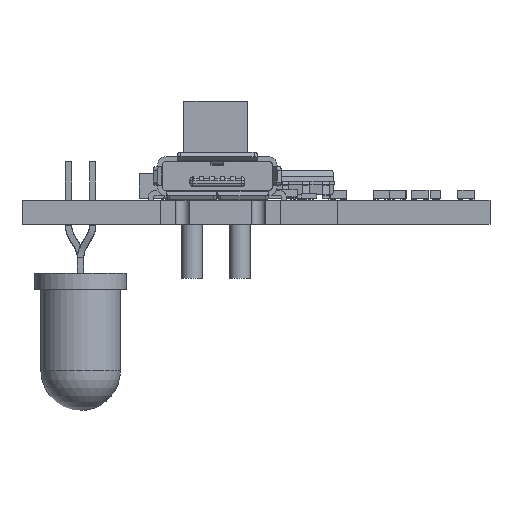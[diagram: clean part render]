
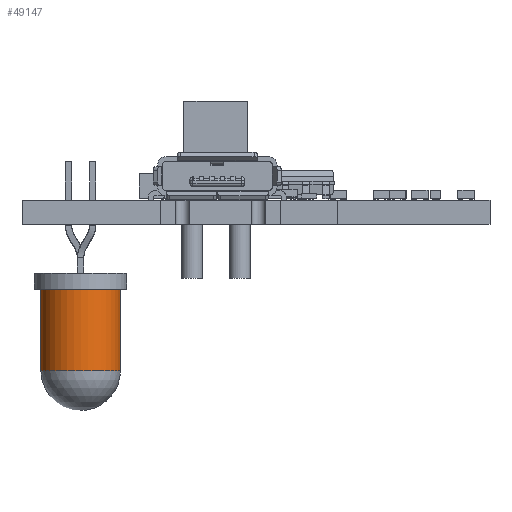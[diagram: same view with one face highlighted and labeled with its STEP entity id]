
A CAD part, left-side view. The second image highlights one B-rep face of the part: STEP entity #49147.
In plain terms, the highlighted cylindrical face has radius 2.5 mm (diameter 5 mm), a full revolution.
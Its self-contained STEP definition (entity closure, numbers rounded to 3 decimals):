
#48749 = EDGE_CURVE('',#48750,#48752,#48754,.T.);
#48750 = VERTEX_POINT('',#48751);
#48751 = CARTESIAN_POINT('',(-0.1,-0.75,4.));
#48752 = VERTEX_POINT('',#48753);
#48753 = CARTESIAN_POINT('',(4.9,-0.75,4.));
#48754 = CIRCLE('',#48755,2.5);
#48755 = AXIS2_PLACEMENT_3D('',#48756,#48757,#48758);
#48756 = CARTESIAN_POINT('',(2.4,-0.75,4.));
#48757 = DIRECTION('',(0.,0.,1.));
#48758 = DIRECTION('',(1.,0.,-0.));
#48760 = EDGE_CURVE('',#48752,#48750,#48761,.T.);
#48761 = CIRCLE('',#48762,2.5);
#48762 = AXIS2_PLACEMENT_3D('',#48763,#48764,#48765);
#48763 = CARTESIAN_POINT('',(2.4,-0.75,4.));
#48764 = DIRECTION('',(0.,0.,1.));
#48765 = DIRECTION('',(1.,0.,-0.));
#49147 = ADVANCED_FACE('',(#49148),#49177,.T.);
#49148 = FACE_BOUND('',#49149,.T.);
#49149 = EDGE_LOOP('',(#49150,#49161,#49168,#49174,#49175,#49176));
#49150 = ORIENTED_EDGE('',*,*,#49151,.F.);
#49151 = EDGE_CURVE('',#49152,#49154,#49156,.T.);
#49152 = VERTEX_POINT('',#49153);
#49153 = CARTESIAN_POINT('',(2.4,-3.25,9.1));
#49154 = VERTEX_POINT('',#49155);
#49155 = CARTESIAN_POINT('',(4.9,-0.75,9.1));
#49156 = CIRCLE('',#49157,2.5);
#49157 = AXIS2_PLACEMENT_3D('',#49158,#49159,#49160);
#49158 = CARTESIAN_POINT('',(2.4,-0.75,9.1));
#49159 = DIRECTION('',(0.,0.,1.));
#49160 = DIRECTION('',(1.,0.,-0.));
#49161 = ORIENTED_EDGE('',*,*,#49162,.F.);
#49162 = EDGE_CURVE('',#49154,#49152,#49163,.T.);
#49163 = CIRCLE('',#49164,2.5);
#49164 = AXIS2_PLACEMENT_3D('',#49165,#49166,#49167);
#49165 = CARTESIAN_POINT('',(2.4,-0.75,9.1));
#49166 = DIRECTION('',(0.,0.,1.));
#49167 = DIRECTION('',(1.,0.,-0.));
#49168 = ORIENTED_EDGE('',*,*,#49169,.F.);
#49169 = EDGE_CURVE('',#48752,#49154,#49170,.T.);
#49170 = LINE('',#49171,#49172);
#49171 = CARTESIAN_POINT('',(4.9,-0.75,4.));
#49172 = VECTOR('',#49173,1.);
#49173 = DIRECTION('',(0.,0.,1.));
#49174 = ORIENTED_EDGE('',*,*,#48760,.T.);
#49175 = ORIENTED_EDGE('',*,*,#48749,.T.);
#49176 = ORIENTED_EDGE('',*,*,#49169,.T.);
#49177 = CYLINDRICAL_SURFACE('',#49178,2.5);
#49178 = AXIS2_PLACEMENT_3D('',#49179,#49180,#49181);
#49179 = CARTESIAN_POINT('',(2.4,-0.75,4.));
#49180 = DIRECTION('',(-0.,-0.,-1.));
#49181 = DIRECTION('',(1.,0.,0.));
